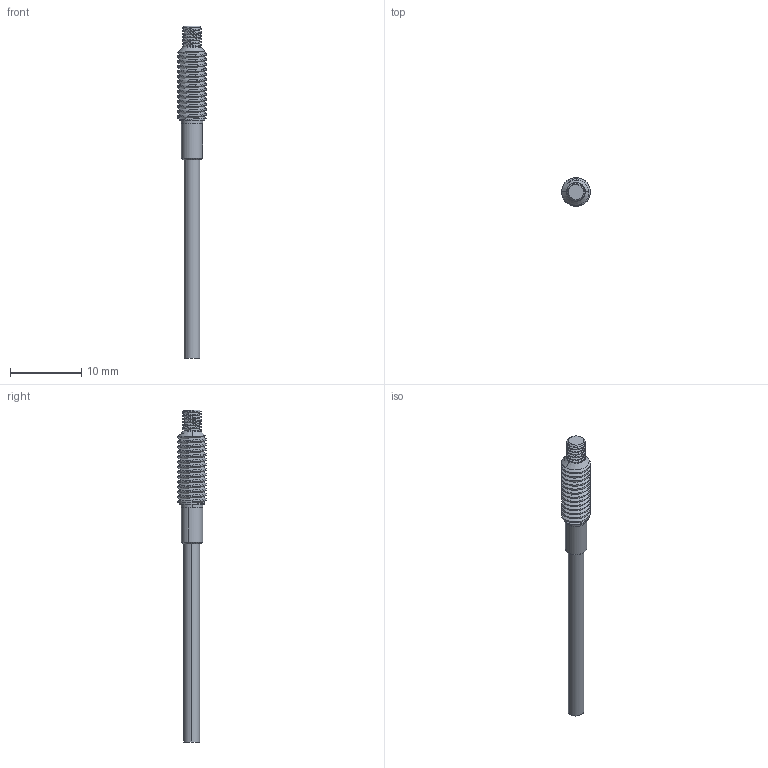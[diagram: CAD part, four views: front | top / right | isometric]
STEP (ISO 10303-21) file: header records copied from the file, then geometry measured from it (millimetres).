
FILE_DESCRIPTION((''),'2;1');
FILE_NAME('TM4-2_ANY_ASM','2020-11-13T',('Gavin'),(''),'PRO/ENGINEER BY PARAMETRIC TECHNOLOGY CORPORATION, 2009440','PRO/ENGINEER BY PARAMETRIC TECHNOLOGY CORPORATION, 2009440','');
FILE_SCHEMA(('CONFIG_CONTROL_DESIGN'));
Length unit declared in the file: millimetre
Products named in the file (4): 2_2_COVER_ANY; HM41-1_1_ANY; LINE-2_2_ANY; TM4-2_ANY_ASM
Assembly tree (3 placements, depth 2):
  TM4-2_ANY_ASM
    2_2_COVER_ANY
    HM41-1_1_ANY
    LINE-2_2_ANY
Bounding box: 4 x 4 x 46.45 mm (x, y, z)
Volume: 261 mm3; surface area: 579.3 mm2
Topology: 3 solids, 3 shells, 94 faces, 235 edges, 150 vertices
Faces by surface type: cylinder 56, bspline 19, plane 12, cone 7
Entity records: 17742 total; most frequent: CARTESIAN_POINT 15639, ORIENTED_EDGE 470, DIRECTION 327, EDGE_CURVE 235, VERTEX_POINT 150, AXIS2_PLACEMENT_3D 123, B_SPLINE_CURVE_WITH_KNOTS 113, EDGE_LOOP 99
